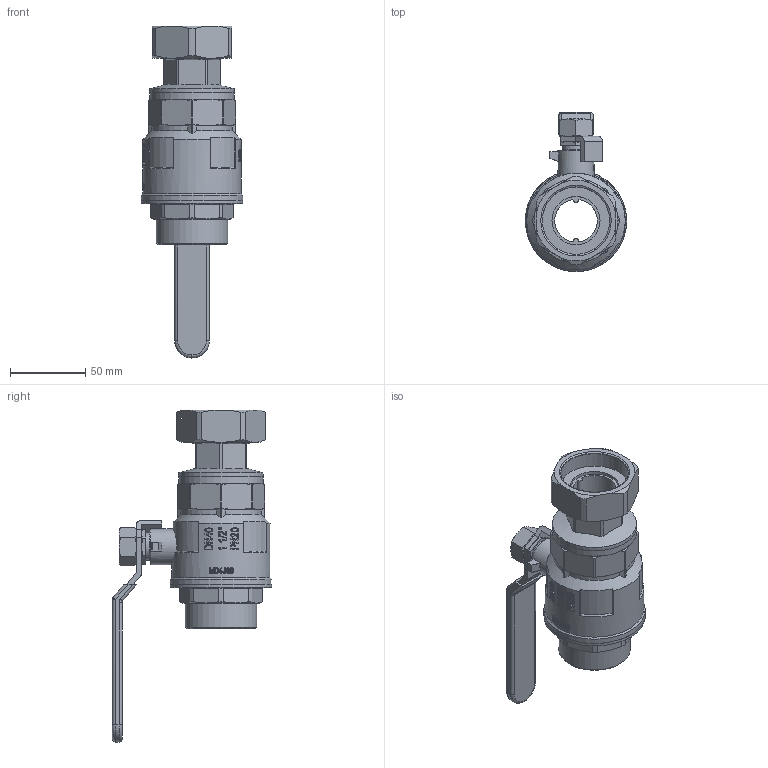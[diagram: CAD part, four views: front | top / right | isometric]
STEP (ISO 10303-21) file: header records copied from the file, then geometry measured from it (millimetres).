
FILE_DESCRIPTION(/* description */ ('Unknown'),/* implementation_level */ '2;1');
FILE_NAME(/* name */ '709-88',/* time_stamp */ '2023-07-27T12:12:17+02:00',/* author */ ('Unknown'),/* organization */ ('Unknown'),/* preprocessor_version */ 'ST-DEVELOPER v18.102',/* originating_system */ 'Solid Edge',/* authorisation */ 'Unknown');
FILE_SCHEMA (('AP242_MANAGED_MODEL_BASED_3D_ENGINEERING_MIM_LF { 1 0 10303 442 1 1 4 }','AUTOMOTIVE_DESIGN {1 0 10303 214 3 1 1}'));
Products named in the file (19): 709-88; Stahlgriff 1 1_4 - 1 1_2; Stahl-Griff-Ummantelung-1_1_4-1_1_2; Stahl-Griff-1_1_4-1_1_2; 610-1_1_2-Kvrper-co_oa_0; 610-1 1_2_Einschraubteil; 600-1_1_2-kvrper; 600.1_1_2-Spindel-co_oa_1; 600-1_1_2-stopfbuchse; 600-1_1_2-Spindel; Mutter M12; 725-88; 724-88-Überwurfmutter mit Sperring; Speerring; _berwurfmutter; O-Ring ø48x3,5; 725-88-Stoppring; 725-88-Stütze; Dichtung 1 1_2
Assembly tree (18 placements, depth 4):
  709-88
    Stahlgriff 1 1_4 - 1 1_2
      Stahl-Griff-Ummantelung-1_1_4-1_1_2
      Stahl-Griff-1_1_4-1_1_2
    610-1_1_2-Kvrper-co_oa_0
      610-1 1_2_Einschraubteil
      600-1_1_2-kvrper
    600.1_1_2-Spindel-co_oa_1
      600-1_1_2-stopfbuchse
      600-1_1_2-Spindel
    Mutter M12
    725-88
      724-88-Überwurfmutter mit Sperring
        Speerring
        _berwurfmutter
      O-Ring ø48x3,5
      725-88-Stoppring
      725-88-Stütze
      Dichtung 1 1_2
Bounding box: 67.49 x 106.05 x 221 mm (x, y, z)
Volume: 169687.5 mm3; surface area: 102782.2 mm2
Topology: 13 solids, 13 shells, 1437 faces, 3949 edges, 2610 vertices
Faces by surface type: plane 1183, cylinder 149, cone 90, bspline 10, torus 3, sphere 2
Full cylindrical faces by diameter (mm): 1.5 x1, 10 x1, 13 x1, 14 x2, 14.1 x1, 14.5 x1, 15 x1, 16 x1, 18 x1, 18.38 x1, 18.398 x1, 20 x1, 24 x1, 28.5 x1, 32 x1, 38 x2, 39 x1, 42.5 x1, 44.5 x1, 44.8 x2, 44.845 x3, 44.865 x1, 44.9 x2, 47.803 x3, 47.9 x1, 48 x3, 51.5 x1, 56 x2, 59.5 x1, 61 x1
Entity records: 60058 total; most frequent: CARTESIAN_POINT 13072, DIRECTION 8643, ORIENTED_EDGE 7694, EDGE_CURVE 3847, AXIS2_PLACEMENT_3D 3526, VERTEX_POINT 2586, FACE_BOUND 1609, EDGE_LOOP 1608
